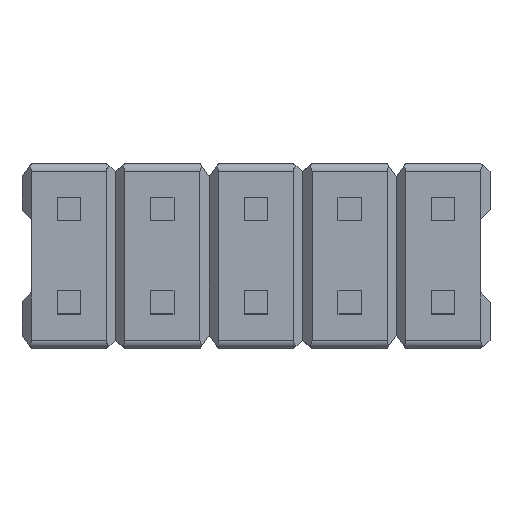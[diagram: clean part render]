
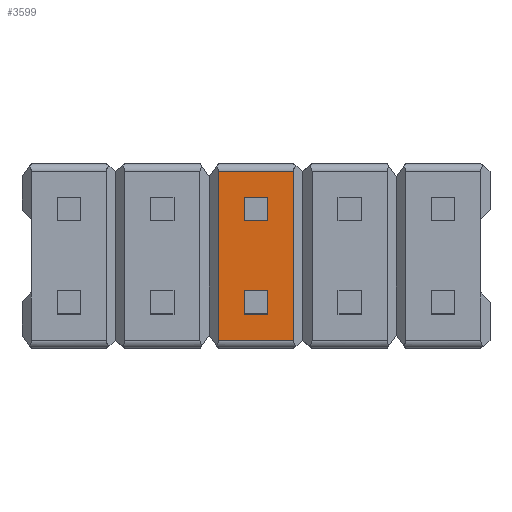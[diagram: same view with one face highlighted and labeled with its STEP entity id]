
A CAD part, top view. The second image highlights one B-rep face of the part: STEP entity #3599.
In plain terms, the highlighted planar face has unit normal (0, 0, 1).
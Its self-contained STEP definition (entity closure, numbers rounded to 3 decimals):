
#332=DIRECTION('',(1.,0.,0.));
#333=VECTOR('',#332,2.04);
#334=CARTESIAN_POINT('',(-1.02,-2.3,0.));
#335=LINE('',#334,#333);
#590=DIRECTION('',(0.,-1.,0.));
#591=VECTOR('',#590,4.6);
#592=CARTESIAN_POINT('',(-1.02,2.3,0.));
#593=LINE('',#592,#591);
#594=DIRECTION('',(1.,0.,0.));
#595=VECTOR('',#594,2.04);
#596=CARTESIAN_POINT('',(-1.02,2.3,0.));
#597=LINE('',#596,#595);
#598=DIRECTION('',(0.,-1.,0.));
#599=VECTOR('',#598,4.6);
#600=CARTESIAN_POINT('',(1.02,2.3,0.));
#601=LINE('',#600,#599);
#718=DIRECTION('',(0.,-1.,0.));
#719=VECTOR('',#718,0.63);
#720=CARTESIAN_POINT('',(-0.315,1.585,0.));
#721=LINE('',#720,#719);
#722=DIRECTION('',(-1.,0.,0.));
#723=VECTOR('',#722,0.63);
#724=CARTESIAN_POINT('',(0.315,0.955,0.));
#725=LINE('',#724,#723);
#726=DIRECTION('',(0.,-1.,0.));
#727=VECTOR('',#726,0.63);
#728=CARTESIAN_POINT('',(0.315,1.585,0.));
#729=LINE('',#728,#727);
#730=DIRECTION('',(-1.,0.,0.));
#731=VECTOR('',#730,0.63);
#732=CARTESIAN_POINT('',(0.315,1.585,0.));
#733=LINE('',#732,#731);
#734=DIRECTION('',(0.,-1.,0.));
#735=VECTOR('',#734,0.63);
#736=CARTESIAN_POINT('',(-0.315,-0.955,0.));
#737=LINE('',#736,#735);
#738=DIRECTION('',(-1.,0.,0.));
#739=VECTOR('',#738,0.63);
#740=CARTESIAN_POINT('',(0.315,-1.585,0.));
#741=LINE('',#740,#739);
#742=DIRECTION('',(0.,-1.,0.));
#743=VECTOR('',#742,0.63);
#744=CARTESIAN_POINT('',(0.315,-0.955,0.));
#745=LINE('',#744,#743);
#746=DIRECTION('',(-1.,0.,0.));
#747=VECTOR('',#746,0.63);
#748=CARTESIAN_POINT('',(0.315,-0.955,0.));
#749=LINE('',#748,#747);
#2499=CARTESIAN_POINT('',(1.02,2.3,0.));
#2500=CARTESIAN_POINT('',(1.02,-2.3,0.));
#2501=VERTEX_POINT('',#2499);
#2502=VERTEX_POINT('',#2500);
#2622=CARTESIAN_POINT('',(-1.02,2.3,0.));
#2623=CARTESIAN_POINT('',(-1.02,-2.3,0.));
#2624=VERTEX_POINT('',#2622);
#2625=VERTEX_POINT('',#2623);
#2784=CARTESIAN_POINT('',(-0.315,1.585,0.));
#2785=CARTESIAN_POINT('',(-0.315,0.955,0.));
#2786=VERTEX_POINT('',#2784);
#2787=VERTEX_POINT('',#2785);
#2788=CARTESIAN_POINT('',(-0.315,-0.955,0.));
#2789=CARTESIAN_POINT('',(-0.315,-1.585,0.));
#2790=VERTEX_POINT('',#2788);
#2791=VERTEX_POINT('',#2789);
#2792=CARTESIAN_POINT('',(0.315,1.585,0.));
#2793=CARTESIAN_POINT('',(0.315,0.955,0.));
#2794=VERTEX_POINT('',#2792);
#2795=VERTEX_POINT('',#2793);
#2796=CARTESIAN_POINT('',(0.315,-0.955,0.));
#2797=CARTESIAN_POINT('',(0.315,-1.585,0.));
#2798=VERTEX_POINT('',#2796);
#2799=VERTEX_POINT('',#2797);
#3565=CARTESIAN_POINT('',(-6.35,2.3,0.));
#3566=DIRECTION('',(0.,0.,1.));
#3567=DIRECTION('',(0.,-1.,0.));
#3568=AXIS2_PLACEMENT_3D('',#3565,#3566,#3567);
#3569=PLANE('',#3568);
#3571=ORIENTED_EDGE('',*,*,#3570,.F.);
#3573=ORIENTED_EDGE('',*,*,#3572,.T.);
#3575=ORIENTED_EDGE('',*,*,#3574,.T.);
#3576=ORIENTED_EDGE('',*,*,#3192,.F.);
#3577=EDGE_LOOP('',(#3571,#3573,#3575,#3576));
#3578=FACE_OUTER_BOUND('',#3577,.F.);
#3580=ORIENTED_EDGE('',*,*,#3579,.T.);
#3582=ORIENTED_EDGE('',*,*,#3581,.F.);
#3584=ORIENTED_EDGE('',*,*,#3583,.F.);
#3586=ORIENTED_EDGE('',*,*,#3585,.T.);
#3587=EDGE_LOOP('',(#3580,#3582,#3584,#3586));
#3588=FACE_BOUND('',#3587,.F.);
#3590=ORIENTED_EDGE('',*,*,#3589,.T.);
#3592=ORIENTED_EDGE('',*,*,#3591,.F.);
#3594=ORIENTED_EDGE('',*,*,#3593,.F.);
#3596=ORIENTED_EDGE('',*,*,#3595,.T.);
#3597=EDGE_LOOP('',(#3590,#3592,#3594,#3596));
#3598=FACE_BOUND('',#3597,.F.);
#3192=EDGE_CURVE('',#2625,#2502,#335,.T.);
#3570=EDGE_CURVE('',#2624,#2625,#593,.T.);
#3572=EDGE_CURVE('',#2624,#2501,#597,.T.);
#3574=EDGE_CURVE('',#2501,#2502,#601,.T.);
#3579=EDGE_CURVE('',#2786,#2787,#721,.T.);
#3581=EDGE_CURVE('',#2795,#2787,#725,.T.);
#3583=EDGE_CURVE('',#2794,#2795,#729,.T.);
#3585=EDGE_CURVE('',#2794,#2786,#733,.T.);
#3589=EDGE_CURVE('',#2790,#2791,#737,.T.);
#3591=EDGE_CURVE('',#2799,#2791,#741,.T.);
#3593=EDGE_CURVE('',#2798,#2799,#745,.T.);
#3595=EDGE_CURVE('',#2798,#2790,#749,.T.);
#3599=ADVANCED_FACE('',(#3578,#3588,#3598),#3569,.T.);
